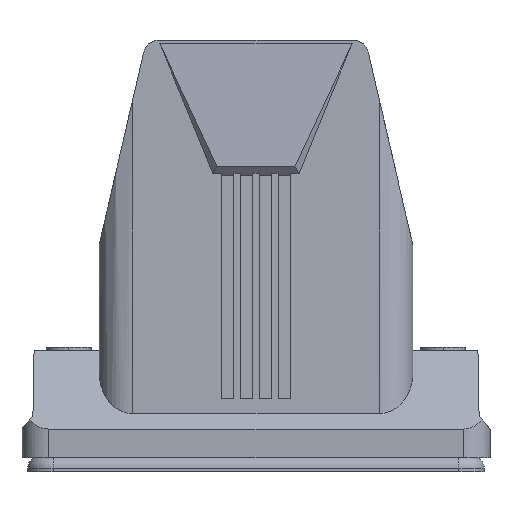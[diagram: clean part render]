
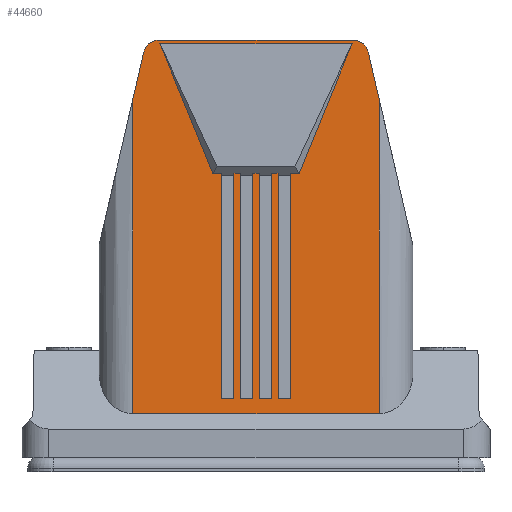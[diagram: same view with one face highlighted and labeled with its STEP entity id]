
A CAD part, left-side view. The second image highlights one B-rep face of the part: STEP entity #44660.
In plain terms, the highlighted face is planar.
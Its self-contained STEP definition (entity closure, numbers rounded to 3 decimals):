
#250=CARTESIAN_POINT('',(15.002,89.524,
96.4));
#260=VERTEX_POINT('',#250);
#430=CARTESIAN_POINT('',(-28.575,89.524,
96.4));
#440=VERTEX_POINT('',#430);
#470=CARTESIAN_POINT('',(-6.786,89.524,
96.4));
#480=DIRECTION('',(-1.,0.,0.));
#490=VECTOR('',#480,1.);
#500=LINE('',#470,#490);
#510=EDGE_CURVE('',#260,#440,#500,.T.);
#680=CARTESIAN_POINT('',(39.419,91.16,
2.7));
#690=DIRECTION('',(0.225,0.017,
-0.974));
#700=VECTOR('',#690,1.);
#710=LINE('',#680,#700);
#720=CARTESIAN_POINT('',(18.413,89.572,
93.687));
#730=VERTEX_POINT('',#720);
#740=CARTESIAN_POINT('',(20.914,89.761,
82.854));
#750=VERTEX_POINT('',#740);
#760=EDGE_CURVE('',#730,#750,#710,.T.);
#31370=CARTESIAN_POINT('',(15.002,89.586,
92.9));
#31380=DIRECTION('',(0.,-1.,
-0.017));
#31390=DIRECTION('',(0.,-0.017,
1.));
#31400=AXIS2_PLACEMENT_3D('',#31370,#31380,#31390);
#31410=ELLIPSE('',#31400,3.501,3.5);
#31420=EDGE_CURVE('',#730,#260,#31410,.T.);
#38610=CARTESIAN_POINT('',(-34.486,89.761,
82.854));
#38620=VERTEX_POINT('',#38610);
#38650=CARTESIAN_POINT('',(-52.992,91.16,
2.7));
#38660=DIRECTION('',(0.225,-0.017,
0.974));
#38670=VECTOR('',#38660,1.);
#38680=LINE('',#38650,#38670);
#38690=CARTESIAN_POINT('',(-31.985,89.572,
93.687));
#38700=VERTEX_POINT('',#38690);
#38710=EDGE_CURVE('',#38620,#38700,#38680,.T.);
#42800=CARTESIAN_POINT('',(-98.836,90.949,
14.786));
#42810=DIRECTION('',(0.,-1.,
-0.017));
#42820=DIRECTION('',(0.,-0.017,
1.));
#42830=AXIS2_PLACEMENT_3D('',#42800,#42810,#42820);
#42840=PLANE('',#42830);
#42850=CARTESIAN_POINT('',(-6.786,90.046,
66.509));
#42860=DIRECTION('',(-1.,0.,0.));
#42870=VECTOR('',#42860,1.);
#42880=LINE('',#42850,#42870);
#42890=CARTESIAN_POINT('',(2.891,90.046,
66.509));
#42900=VERTEX_POINT('',#42890);
#42910=CARTESIAN_POINT('',(0.868,90.046,
66.509));
#42920=VERTEX_POINT('',#42910);
#42930=EDGE_CURVE('',#42900,#42920,#42880,.T.);
#42940=ORIENTED_EDGE('',*,*,#42930,.F.);
#42950=CARTESIAN_POINT('',(0.868,91.16,
2.7));
#42960=DIRECTION('',(0.,0.017,-1.));
#42970=VECTOR('',#42960,1.);
#42980=LINE('',#42950,#42970);
#42990=CARTESIAN_POINT('',(0.868,90.928,
15.979));
#43000=VERTEX_POINT('',#42990);
#43010=EDGE_CURVE('',#42920,#43000,#42980,.T.);
#43020=ORIENTED_EDGE('',*,*,#43010,.F.);
#43030=CARTESIAN_POINT('',(-6.786,90.928,
15.979));
#43040=DIRECTION('',(-1.,0.,0.));
#43050=VECTOR('',#43040,1.);
#43060=LINE('',#43030,#43050);
#43070=CARTESIAN_POINT('',(-1.836,90.928,
15.979));
#43080=VERTEX_POINT('',#43070);
#43090=EDGE_CURVE('',#43000,#43080,#43060,.T.);
#43100=ORIENTED_EDGE('',*,*,#43090,.F.);
#43110=CARTESIAN_POINT('',(-1.836,91.16,
2.7));
#43120=DIRECTION('',(0.,-0.017,1.));
#43130=VECTOR('',#43120,1.);
#43140=LINE('',#43110,#43130);
#43150=CARTESIAN_POINT('',(-1.836,90.046,
66.509));
#43160=VERTEX_POINT('',#43150);
#43170=EDGE_CURVE('',#43080,#43160,#43140,.T.);
#43180=ORIENTED_EDGE('',*,*,#43170,.F.);
#43190=CARTESIAN_POINT('',(-3.336,90.046,
66.509));
#43200=VERTEX_POINT('',#43190);
#43210=EDGE_CURVE('',#43160,#43200,#42880,.T.);
#43220=ORIENTED_EDGE('',*,*,#43210,.F.);
#43230=CARTESIAN_POINT('',(-3.336,91.16,
2.7));
#43240=DIRECTION('',(0.,0.017,-1.));
#43250=VECTOR('',#43240,1.);
#43260=LINE('',#43230,#43250);
#43270=CARTESIAN_POINT('',(-3.336,90.928,
15.979));
#43280=VERTEX_POINT('',#43270);
#43290=EDGE_CURVE('',#43200,#43280,#43260,.T.);
#43300=ORIENTED_EDGE('',*,*,#43290,.F.);
#43310=CARTESIAN_POINT('',(-6.786,90.928,
15.979));
#43320=DIRECTION('',(-1.,0.,0.));
#43330=VECTOR('',#43320,1.);
#43340=LINE('',#43310,#43330);
#43350=CARTESIAN_POINT('',(-6.036,90.928,
15.979));
#43360=VERTEX_POINT('',#43350);
#43370=EDGE_CURVE('',#43280,#43360,#43340,.T.);
#43380=ORIENTED_EDGE('',*,*,#43370,.F.);
#43390=CARTESIAN_POINT('',(-6.036,91.16,
2.7));
#43400=DIRECTION('',(0.,-0.017,1.));
#43410=VECTOR('',#43400,1.);
#43420=LINE('',#43390,#43410);
#43430=CARTESIAN_POINT('',(-6.036,90.046,
66.509));
#43440=VERTEX_POINT('',#43430);
#43450=EDGE_CURVE('',#43360,#43440,#43420,.T.);
#43460=ORIENTED_EDGE('',*,*,#43450,.F.);
#43470=CARTESIAN_POINT('',(-7.536,90.046,
66.509));
#43480=VERTEX_POINT('',#43470);
#43490=EDGE_CURVE('',#43440,#43480,#42880,.T.);
#43500=ORIENTED_EDGE('',*,*,#43490,.F.);
#43510=CARTESIAN_POINT('',(-7.536,91.16,
2.7));
#43520=DIRECTION('',(0.,0.017,-1.));
#43530=VECTOR('',#43520,1.);
#43540=LINE('',#43510,#43530);
#43550=CARTESIAN_POINT('',(-7.536,90.928,
15.979));
#43560=VERTEX_POINT('',#43550);
#43570=EDGE_CURVE('',#43480,#43560,#43540,.T.);
#43580=ORIENTED_EDGE('',*,*,#43570,.F.);
#43590=CARTESIAN_POINT('',(-6.786,90.928,
15.979));
#43600=DIRECTION('',(-1.,0.,0.));
#43610=VECTOR('',#43600,1.);
#43620=LINE('',#43590,#43610);
#43630=CARTESIAN_POINT('',(-10.236,90.928,
15.979));
#43640=VERTEX_POINT('',#43630);
#43650=EDGE_CURVE('',#43560,#43640,#43620,.T.);
#43660=ORIENTED_EDGE('',*,*,#43650,.F.);
#43670=CARTESIAN_POINT('',(-10.236,91.16,
2.7));
#43680=DIRECTION('',(0.,-0.017,1.));
#43690=VECTOR('',#43680,1.);
#43700=LINE('',#43670,#43690);
#43710=CARTESIAN_POINT('',(-10.236,90.046,
66.509));
#43720=VERTEX_POINT('',#43710);
#43730=EDGE_CURVE('',#43640,#43720,#43700,.T.);
#43740=ORIENTED_EDGE('',*,*,#43730,.F.);
#43750=CARTESIAN_POINT('',(-11.736,90.046,
66.509));
#43760=VERTEX_POINT('',#43750);
#43770=EDGE_CURVE('',#43720,#43760,#42880,.T.);
#43780=ORIENTED_EDGE('',*,*,#43770,.F.);
#43790=CARTESIAN_POINT('',(-11.736,91.16,
2.7));
#43800=DIRECTION('',(0.,0.017,-1.));
#43810=VECTOR('',#43800,1.);
#43820=LINE('',#43790,#43810);
#43830=CARTESIAN_POINT('',(-11.736,90.928,
15.979));
#43840=VERTEX_POINT('',#43830);
#43850=EDGE_CURVE('',#43760,#43840,#43820,.T.);
#43860=ORIENTED_EDGE('',*,*,#43850,.F.);
#43870=CARTESIAN_POINT('',(-6.786,90.928,
15.979));
#43880=DIRECTION('',(-1.,0.,0.));
#43890=VECTOR('',#43880,1.);
#43900=LINE('',#43870,#43890);
#43910=CARTESIAN_POINT('',(-14.441,90.928,
15.979));
#43920=VERTEX_POINT('',#43910);
#43930=EDGE_CURVE('',#43840,#43920,#43900,.T.);
#43940=ORIENTED_EDGE('',*,*,#43930,.F.);
#43950=CARTESIAN_POINT('',(-14.441,91.16,
2.7));
#43960=DIRECTION('',(0.,-0.017,1.));
#43970=VECTOR('',#43960,1.);
#43980=LINE('',#43950,#43970);
#43990=CARTESIAN_POINT('',(-14.441,90.046,
66.509));
#44000=VERTEX_POINT('',#43990);
#44010=EDGE_CURVE('',#43920,#44000,#43980,.T.);
#44020=ORIENTED_EDGE('',*,*,#44010,.F.);
#44030=CARTESIAN_POINT('',(-16.464,90.046,
66.509));
#44040=VERTEX_POINT('',#44030);
#44050=EDGE_CURVE('',#44000,#44040,#42880,.T.);
#44060=ORIENTED_EDGE('',*,*,#44050,.F.);
#44070=CARTESIAN_POINT('',(9.591,91.16,
2.7));
#44080=DIRECTION('',(-0.378,-0.016,
0.926));
#44090=VECTOR('',#44080,1.);
#44100=LINE('',#44070,#44090);
#44110=CARTESIAN_POINT('',(-28.338,89.539,
95.588));
#44120=VERTEX_POINT('',#44110);
#44130=EDGE_CURVE('',#44040,#44120,#44100,.T.);
#44140=ORIENTED_EDGE('',*,*,#44130,.F.);
#44150=CARTESIAN_POINT('',(-6.786,89.539,
95.588));
#44160=DIRECTION('',(1.,0.,0.));
#44170=VECTOR('',#44160,1.);
#44180=LINE('',#44150,#44170);
#44190=CARTESIAN_POINT('',(14.765,89.539,
95.588));
#44200=VERTEX_POINT('',#44190);
#44210=EDGE_CURVE('',#44120,#44200,#44180,.T.);
#44220=ORIENTED_EDGE('',*,*,#44210,.F.);
#44230=CARTESIAN_POINT('',(-23.164,91.16,
2.7));
#44240=DIRECTION('',(-0.378,0.016,
-0.926));
#44250=VECTOR('',#44240,1.);
#44260=LINE('',#44230,#44250);
#44270=EDGE_CURVE('',#44200,#42900,#44260,.T.);
#44280=ORIENTED_EDGE('',*,*,#44270,.F.);
#44290=EDGE_LOOP('',(#44280,#44220,#44140,#44060,#44020,#43940,#43860,
#43780,#43740,#43660,#43580,#43500,#43460,#43380,#43300,#43220,#43180,
#43100,#43020,#42940));
#44300=FACE_BOUND('',#44290,.T.);
#44310=ORIENTED_EDGE('',*,*,#31420,.F.);
#44320=ORIENTED_EDGE('',*,*,#510,.F.);
#44330=CARTESIAN_POINT('',(-28.575,89.586,
92.9));
#44340=DIRECTION('',(0.,-1.,
-0.017));
#44350=DIRECTION('',(0.,-0.017,
1.));
#44360=AXIS2_PLACEMENT_3D('',#44330,#44340,#44350);
#44370=ELLIPSE('',#44360,3.501,3.5);
#44380=EDGE_CURVE('',#440,#38700,#44370,.T.);
#44390=ORIENTED_EDGE('',*,*,#44380,.F.);
#44400=ORIENTED_EDGE('',*,*,#38710,.T.);
#44410=CARTESIAN_POINT('',(-34.486,91.158,
2.831));
#44420=DIRECTION('',(0.,0.017,-1.));
#44430=VECTOR('',#44420,1.);
#44440=LINE('',#44410,#44430);
#44450=CARTESIAN_POINT('',(-34.486,90.986,
12.664));
#44460=VERTEX_POINT('',#44450);
#44470=EDGE_CURVE('',#38620,#44460,#44440,.T.);
#44480=ORIENTED_EDGE('',*,*,#44470,.F.);
#44490=CARTESIAN_POINT('',(-6.786,90.986,
12.664));
#44500=DIRECTION('',(1.,0.,0.));
#44510=VECTOR('',#44500,1.);
#44520=LINE('',#44490,#44510);
#44530=CARTESIAN_POINT('',(20.914,90.986,
12.664));
#44540=VERTEX_POINT('',#44530);
#44550=EDGE_CURVE('',#44460,#44540,#44520,.T.);
#44560=ORIENTED_EDGE('',*,*,#44550,.F.);
#44570=CARTESIAN_POINT('',(20.914,91.158,
2.831));
#44580=DIRECTION('',(0.,-0.017,1.));
#44590=VECTOR('',#44580,1.);
#44600=LINE('',#44570,#44590);
#44610=EDGE_CURVE('',#44540,#750,#44600,.T.);
#44620=ORIENTED_EDGE('',*,*,#44610,.F.);
#44630=ORIENTED_EDGE('',*,*,#760,.T.);
#44640=EDGE_LOOP('',(#44630,#44620,#44560,#44480,#44400,#44390,#44320,
#44310));
#44650=FACE_OUTER_BOUND('',#44640,.T.);
#44660=ADVANCED_FACE('',(#44300,#44650),#42840,.F.);
